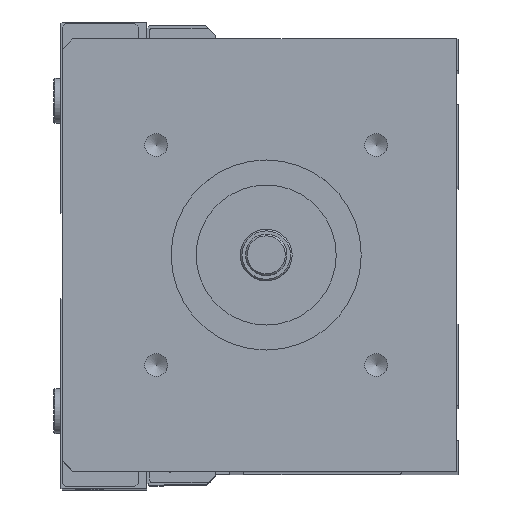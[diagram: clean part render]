
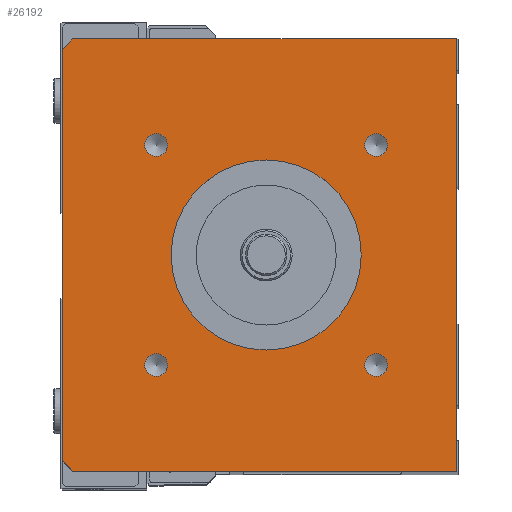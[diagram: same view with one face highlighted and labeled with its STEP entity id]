
A CAD part, top view. The second image highlights one B-rep face of the part: STEP entity #26192.
In plain terms, the highlighted planar face has unit normal (0, 0, 1).
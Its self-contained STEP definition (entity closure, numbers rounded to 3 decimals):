
#26082=CARTESIAN_POINT('',(0.,0.,0.0));
#26083=DIRECTION('',(0.0,0.0,1.0));
#26084=DIRECTION('',(-1.0,0.0,0.0));
#26085=AXIS2_PLACEMENT_3D('',#26082,#26083,#26084);
#26086=PLANE('',#26085);
#26087=CARTESIAN_POINT('',(57.,-59.5,0.0));
#26088=VERTEX_POINT('',#26087);
#26089=CARTESIAN_POINT('',(54.,-62.5,0.0));
#26090=VERTEX_POINT('',#26089);
#26091=CARTESIAN_POINT('',(57.,-59.5,0.0));
#26092=DIRECTION('',(-0.707,-0.707,0.0));
#26093=VECTOR('',#26092,4.243);
#26094=LINE('',#26091,#26093);
#26095=EDGE_CURVE('',#26088,#26090,#26094,.T.);
#26096=ORIENTED_EDGE('',*,*,#26095,.F.);
#26097=CARTESIAN_POINT('',(57.,59.5,0.0));
#26098=VERTEX_POINT('',#26097);
#26099=CARTESIAN_POINT('',(57.,59.5,0.0));
#26100=DIRECTION('',(0.0,-1.0,0.0));
#26101=VECTOR('',#26100,119.);
#26102=LINE('',#26099,#26101);
#26103=EDGE_CURVE('',#26098,#26088,#26102,.T.);
#26104=ORIENTED_EDGE('',*,*,#26103,.F.);
#26105=CARTESIAN_POINT('',(54.,62.5,0.0));
#26106=VERTEX_POINT('',#26105);
#26107=CARTESIAN_POINT('',(54.0,62.5,0.0));
#26108=DIRECTION('',(0.707,-0.707,0.0));
#26109=VECTOR('',#26108,4.243);
#26110=LINE('',#26107,#26109);
#26111=EDGE_CURVE('',#26106,#26098,#26110,.T.);
#26112=ORIENTED_EDGE('',*,*,#26111,.F.);
#26113=CARTESIAN_POINT('',(-57.,62.5,0.0));
#26114=VERTEX_POINT('',#26113);
#26115=CARTESIAN_POINT('',(-57.,62.5,0.0));
#26116=DIRECTION('',(1.0,0.0,0.0));
#26117=VECTOR('',#26116,111.);
#26118=LINE('',#26115,#26117);
#26119=EDGE_CURVE('',#26114,#26106,#26118,.T.);
#26120=ORIENTED_EDGE('',*,*,#26119,.F.);
#26121=CARTESIAN_POINT('',(-57.,-62.5,0.0));
#26122=VERTEX_POINT('',#26121);
#26123=CARTESIAN_POINT('',(-57.,-62.5,0.0));
#26124=DIRECTION('',(0.0,1.0,0.0));
#26125=VECTOR('',#26124,125.0);
#26126=LINE('',#26123,#26125);
#26127=EDGE_CURVE('',#26122,#26114,#26126,.T.);
#26128=ORIENTED_EDGE('',*,*,#26127,.F.);
#26129=CARTESIAN_POINT('',(54.,-62.5,0.0));
#26130=DIRECTION('',(-1.0,0.0,0.0));
#26131=VECTOR('',#26130,111.0);
#26132=LINE('',#26129,#26131);
#26133=EDGE_CURVE('',#26090,#26122,#26132,.T.);
#26134=ORIENTED_EDGE('',*,*,#26133,.F.);
#26135=EDGE_LOOP('',(#26096,#26104,#26112,#26120,#26128,#26134));
#26136=FACE_OUTER_BOUND('',#26135,.T.);
#26137=CARTESIAN_POINT('',(26.496,31.82,0.0));
#26138=VERTEX_POINT('',#26137);
#26139=CARTESIAN_POINT('',(29.82,31.82,0.0));
#26140=DIRECTION('',(0.0,0.0,-1.0));
#26141=DIRECTION('',(-1.0,0.0,0.0));
#26142=AXIS2_PLACEMENT_3D('',#26139,#26140,#26141);
#26143=CIRCLE('',#26142,3.324);
#26144=EDGE_CURVE('',#26138,#26138,#26143,.T.);
#26145=ORIENTED_EDGE('',*,*,#26144,.T.);
#26146=EDGE_LOOP('',(#26145));
#26147=FACE_BOUND('',#26146,.T.);
#26148=CARTESIAN_POINT('',(-37.143,-31.82,0.0));
#26149=VERTEX_POINT('',#26148);
#26150=CARTESIAN_POINT('',(-33.82,-31.82,0.0));
#26151=DIRECTION('',(0.0,0.0,-1.0));
#26152=DIRECTION('',(-1.0,0.0,0.0));
#26153=AXIS2_PLACEMENT_3D('',#26150,#26151,#26152);
#26154=CIRCLE('',#26153,3.324);
#26155=EDGE_CURVE('',#26149,#26149,#26154,.T.);
#26156=ORIENTED_EDGE('',*,*,#26155,.T.);
#26157=EDGE_LOOP('',(#26156));
#26158=FACE_BOUND('',#26157,.T.);
#26159=CARTESIAN_POINT('',(26.496,-31.82,0.0));
#26160=VERTEX_POINT('',#26159);
#26161=CARTESIAN_POINT('',(29.82,-31.82,0.0));
#26162=DIRECTION('',(0.0,0.0,-1.0));
#26163=DIRECTION('',(-1.0,0.0,0.0));
#26164=AXIS2_PLACEMENT_3D('',#26161,#26162,#26163);
#26165=CIRCLE('',#26164,3.324);
#26166=EDGE_CURVE('',#26160,#26160,#26165,.T.);
#26167=ORIENTED_EDGE('',*,*,#26166,.T.);
#26168=EDGE_LOOP('',(#26167));
#26169=FACE_BOUND('',#26168,.T.);
#26170=CARTESIAN_POINT('',(-37.143,31.82,0.0));
#26171=VERTEX_POINT('',#26170);
#26172=CARTESIAN_POINT('',(-33.82,31.82,0.0));
#26173=DIRECTION('',(0.0,0.0,-1.0));
#26174=DIRECTION('',(-1.0,0.0,0.0));
#26175=AXIS2_PLACEMENT_3D('',#26172,#26173,#26174);
#26176=CIRCLE('',#26175,3.324);
#26177=EDGE_CURVE('',#26171,#26171,#26176,.T.);
#26178=ORIENTED_EDGE('',*,*,#26177,.T.);
#26179=EDGE_LOOP('',(#26178));
#26180=FACE_BOUND('',#26179,.T.);
#26181=CARTESIAN_POINT('',(-2.,-27.5,0.0));
#26182=VERTEX_POINT('',#26181);
#26183=CARTESIAN_POINT('',(-2.,0.0,0.0));
#26184=DIRECTION('',(0.0,0.0,-1.0));
#26185=DIRECTION('',(0.0,-1.0,0.0));
#26186=AXIS2_PLACEMENT_3D('',#26183,#26184,#26185);
#26187=CIRCLE('',#26186,27.5);
#26188=EDGE_CURVE('',#26182,#26182,#26187,.T.);
#26189=ORIENTED_EDGE('',*,*,#26188,.T.);
#26190=EDGE_LOOP('',(#26189));
#26191=FACE_BOUND('',#26190,.T.);
#26192=ADVANCED_FACE('',(#26136,#26147,#26158,#26169,#26180,#26191),#26086,.T.);
